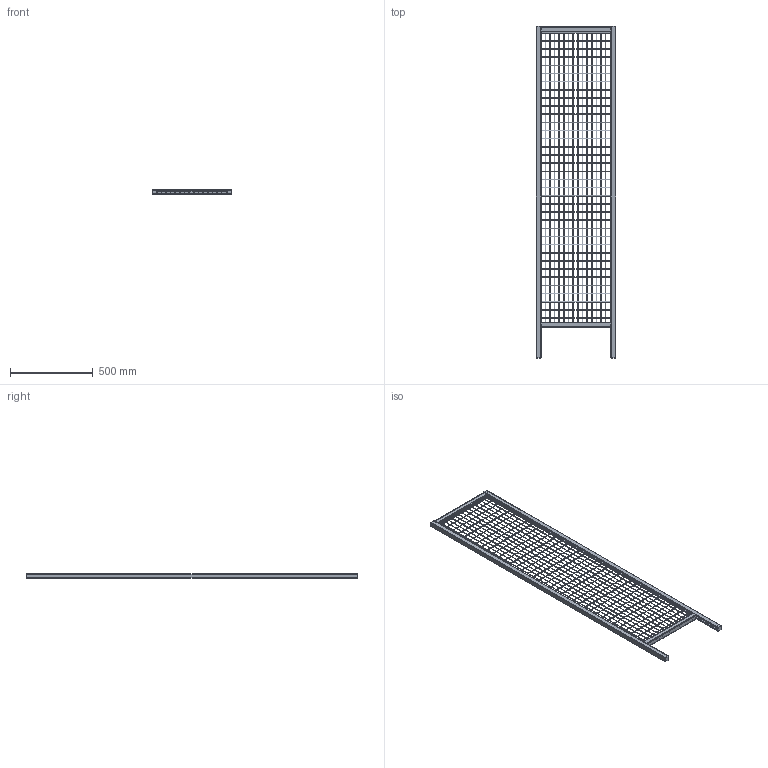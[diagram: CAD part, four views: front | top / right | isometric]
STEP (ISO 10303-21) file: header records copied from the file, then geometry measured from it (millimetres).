
FILE_DESCRIPTION (( 'STEP AP214' ), '1' );
FILE_NAME ('0010831.step', '2022-08-08T10:27:10', ( '' ), ( '' ), 'SwSTEP 2.0', 'SolidWorks 2020', '' );
FILE_SCHEMA (( 'AUTOMOTIVE_DESIGN' ));
Length unit declared in the file: millimetre
Products named in the file (1): 0010831
Bounding box: 480 x 2000 x 30 mm (x, y, z)
Volume: 1365330.3 mm3; surface area: 1457642.3 mm2
Topology: 62 solids, 62 shells, 480 faces, 980 edges, 632 vertices
Faces by surface type: plane 228, cylinder 220, bspline 16, torus 16
Entity records: 18727 total; most frequent: CARTESIAN_POINT 2381, DIRECTION 2350, ORIENTED_EDGE 1960, EDGE_CURVE 980, AXIS2_PLACEMENT_3D 921, VERTEX_POINT 632, UNCERTAINTY_MEASURE_WITH_UNIT 544, SURFACE_STYLE_USAGE 543
